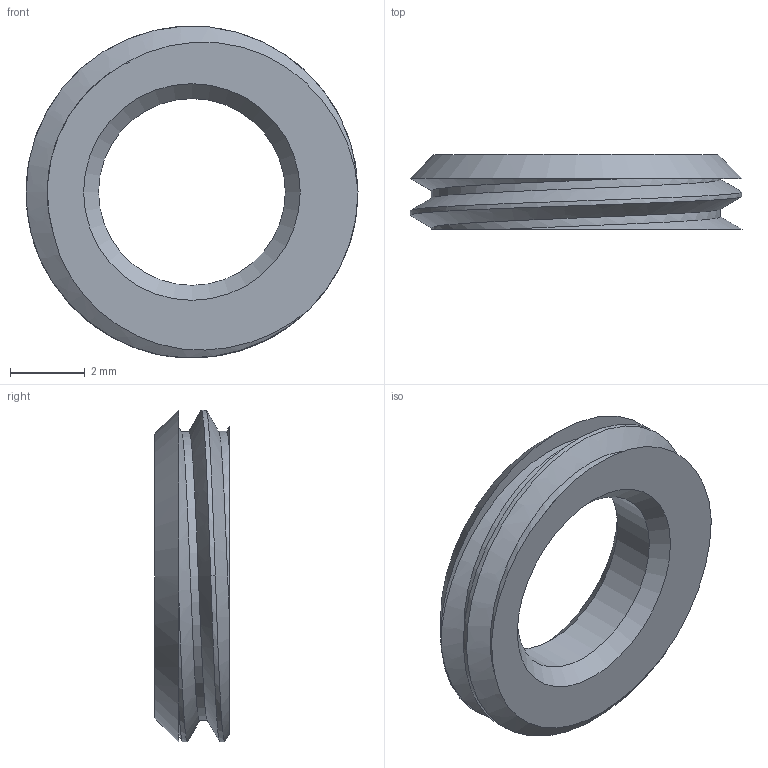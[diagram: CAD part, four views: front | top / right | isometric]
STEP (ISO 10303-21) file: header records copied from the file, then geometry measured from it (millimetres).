
FILE_DESCRIPTION(/* description */ (''),/* implementation_level */ '2;1');
FILE_NAME(/* name */ 'Brass Coupler.step',/* time_stamp */ '2019-02-20T18:32:30-07:00',/* author */ (''),/* organization */ (''),/* preprocessor_version */ 'ST-DEVELOPER v17.2',/* originating_system */ 'Autodesk Translation Framework v7.6.0.251',/* authorisation */ '');
FILE_SCHEMA (('AUTOMOTIVE_DESIGN { 1 0 10303 214 3 1 1 }'));
Length unit declared in the file: millimetre
Products named in the file (2): (Unsaved); Brass Coupler Insert v1
Assembly tree (1 placements, depth 2):
  (Unsaved)
    Brass Coupler Insert v1
Bounding box: 8.89 x 2 x 8.88 mm (x, y, z)
Volume: 65.3 mm3; surface area: 174.6 mm2
Topology: 1 solids, 1 shells, 13 faces, 33 edges, 22 vertices
Faces by surface type: cylinder 5, cone 3, plane 3, bspline 2
Full cylindrical faces by diameter (mm): 5 x1
Entity records: 1768 total; most frequent: CARTESIAN_POINT 1415, ORIENTED_EDGE 66, DIRECTION 56, EDGE_CURVE 33, AXIS2_PLACEMENT_3D 25, VERTEX_POINT 22, B_SPLINE_CURVE_WITH_KNOTS 16, EDGE_LOOP 15
